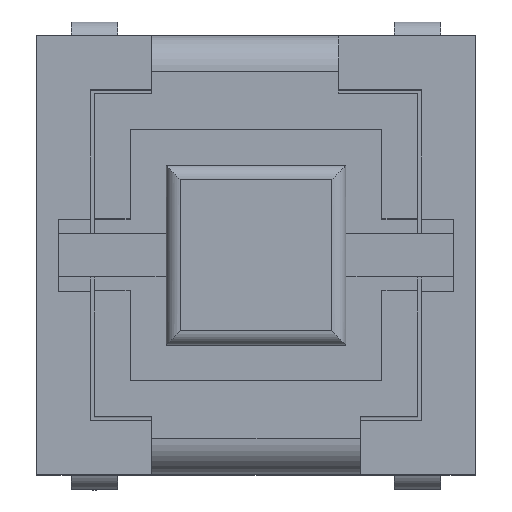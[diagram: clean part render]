
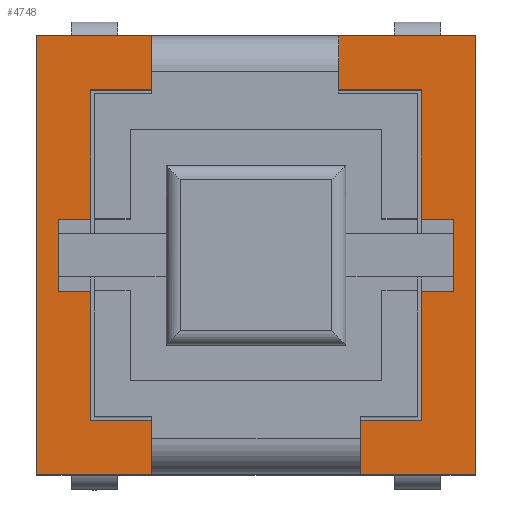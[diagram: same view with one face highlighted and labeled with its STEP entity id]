
A CAD part, top view. The second image highlights one B-rep face of the part: STEP entity #4748.
In plain terms, the highlighted planar face has unit normal (0, 0, 1).
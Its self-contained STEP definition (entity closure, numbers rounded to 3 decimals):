
#10 = ORIENTED_EDGE ( 'NONE', *, *, #5180, .T. ) ;
#68 = LINE ( 'NONE', #4960, #5134 ) ;
#94 = VERTEX_POINT ( 'NONE', #673 ) ;
#139 = EDGE_CURVE ( 'NONE', #3058, #3933, #3403, .T. ) ;
#175 = VECTOR ( 'NONE', #741, 1000. ) ;
#196 = ORIENTED_EDGE ( 'NONE', *, *, #5055, .F. ) ;
#240 = CARTESIAN_POINT ( 'NONE',  ( -2.3, -2.3, 4.8 ) ) ;
#274 = AXIS2_PLACEMENT_3D ( 'NONE', #431, #4868, #796 ) ;
#286 = DIRECTION ( 'NONE',  ( 0., -1., 0. ) ) ;
#326 = EDGE_CURVE ( 'NONE', #2058, #493, #4668, .T. ) ;
#338 = VECTOR ( 'NONE', #4968, 1000. ) ;
#431 = CARTESIAN_POINT ( 'NONE',  ( 0., 0., 4.8 ) ) ;
#440 = CARTESIAN_POINT ( 'NONE',  ( -2.3, 0.5, 4.8 ) ) ;
#449 = VECTOR ( 'NONE', #3221, 1000. ) ;
#454 = LINE ( 'NONE', #4016, #4150 ) ;
#493 = VERTEX_POINT ( 'NONE', #1819 ) ;
#526 = VECTOR ( 'NONE', #962, 1000. ) ;
#569 = CARTESIAN_POINT ( 'NONE',  ( -3.05, 3.05, 4.8 ) ) ;
#595 = CARTESIAN_POINT ( 'NONE',  ( 2.75, 0.5, 4.8 ) ) ;
#617 = LINE ( 'NONE', #637, #526 ) ;
#625 = CARTESIAN_POINT ( 'NONE',  ( -2.3, -2.3, 4.8 ) ) ;
#630 = VERTEX_POINT ( 'NONE', #3978 ) ;
#637 = CARTESIAN_POINT ( 'NONE',  ( 3.05, -3.05, 4.8 ) ) ;
#673 = CARTESIAN_POINT ( 'NONE',  ( -2.75, -0.5, 4.8 ) ) ;
#738 = VERTEX_POINT ( 'NONE', #1340 ) ;
#741 = DIRECTION ( 'NONE',  ( -1., 0., 0. ) ) ;
#796 = DIRECTION ( 'NONE',  ( 1., 0., 0. ) ) ;
#841 = CARTESIAN_POINT ( 'NONE',  ( 3.05, -3.05, 4.8 ) ) ;
#936 = ORIENTED_EDGE ( 'NONE', *, *, #326, .F. ) ;
#945 = LINE ( 'NONE', #1764, #2720 ) ;
#962 = DIRECTION ( 'NONE',  ( 1., 0., 0. ) ) ;
#1042 = CARTESIAN_POINT ( 'NONE',  ( 2.75, -0.5, 4.8 ) ) ;
#1055 = CARTESIAN_POINT ( 'NONE',  ( 2.3, -2.3, 4.8 ) ) ;
#1116 = VERTEX_POINT ( 'NONE', #440 ) ;
#1145 = LINE ( 'NONE', #625, #449 ) ;
#1156 = LINE ( 'NONE', #2768, #1673 ) ;
#1245 = VERTEX_POINT ( 'NONE', #2937 ) ;
#1268 = LINE ( 'NONE', #2875, #2425 ) ;
#1298 = DIRECTION ( 'NONE',  ( -1., 0., 0. ) ) ;
#1340 = CARTESIAN_POINT ( 'NONE',  ( 2.3, -0.5, 4.8 ) ) ;
#1347 = DIRECTION ( 'NONE',  ( -1., 0., 0. ) ) ;
#1395 = ORIENTED_EDGE ( 'NONE', *, *, #4102, .T. ) ;
#1444 = EDGE_CURVE ( 'NONE', #3933, #5078, #1268, .T. ) ;
#1560 = CARTESIAN_POINT ( 'NONE',  ( 2.75, 0.5, 4.8 ) ) ;
#1578 = DIRECTION ( 'NONE',  ( 0., 1., 0. ) ) ;
#1673 = VECTOR ( 'NONE', #3587, 1000. ) ;
#1698 = VERTEX_POINT ( 'NONE', #4202 ) ;
#1760 = ORIENTED_EDGE ( 'NONE', *, *, #1444, .F. ) ;
#1764 = CARTESIAN_POINT ( 'NONE',  ( -3.05, -3.05, 4.8 ) ) ;
#1765 = VECTOR ( 'NONE', #4247, 1000. ) ;
#1819 = CARTESIAN_POINT ( 'NONE',  ( 2.3, -2.3, 4.8 ) ) ;
#1825 = ORIENTED_EDGE ( 'NONE', *, *, #2255, .F. ) ;
#1913 = ORIENTED_EDGE ( 'NONE', *, *, #3424, .F. ) ;
#2003 = DIRECTION ( 'NONE',  ( 0., 1., 0. ) ) ;
#2031 = VECTOR ( 'NONE', #286, 1000. ) ;
#2058 = VERTEX_POINT ( 'NONE', #240 ) ;
#2081 = ORIENTED_EDGE ( 'NONE', *, *, #3274, .F. ) ;
#2102 = VECTOR ( 'NONE', #1347, 1000. ) ;
#2142 = VERTEX_POINT ( 'NONE', #569 ) ;
#2186 = CARTESIAN_POINT ( 'NONE',  ( 1.75, -0.5, 4.8 ) ) ;
#2255 = EDGE_CURVE ( 'NONE', #1245, #2058, #1145, .T. ) ;
#2425 = VECTOR ( 'NONE', #1298, 1000. ) ;
#2456 = EDGE_CURVE ( 'NONE', #2494, #4219, #617, .T. ) ;
#2488 = EDGE_CURVE ( 'NONE', #493, #738, #3867, .T. ) ;
#2494 = VERTEX_POINT ( 'NONE', #3418 ) ;
#2568 = CARTESIAN_POINT ( 'NONE',  ( 2.3, -2.3, 4.8 ) ) ;
#2635 = CARTESIAN_POINT ( 'NONE',  ( 3.05, 3.05, 4.8 ) ) ;
#2652 = ORIENTED_EDGE ( 'NONE', *, *, #139, .F. ) ;
#2678 = EDGE_LOOP ( 'NONE', ( #4013, #1395, #10, #4456 ) ) ;
#2684 = VECTOR ( 'NONE', #2713, 1000. ) ;
#2685 = LINE ( 'NONE', #3905, #2031 ) ;
#2713 = DIRECTION ( 'NONE',  ( 1., 0., 0. ) ) ;
#2720 = VECTOR ( 'NONE', #4484, 1000. ) ;
#2768 = CARTESIAN_POINT ( 'NONE',  ( -2.75, 0.5, 4.8 ) ) ;
#2820 = LINE ( 'NONE', #4723, #2684 ) ;
#2875 = CARTESIAN_POINT ( 'NONE',  ( 1.75, 0.5, 4.8 ) ) ;
#2876 = EDGE_CURVE ( 'NONE', #630, #94, #1156, .T. ) ;
#2903 = DIRECTION ( 'NONE',  ( -1., 0., 0. ) ) ;
#2937 = CARTESIAN_POINT ( 'NONE',  ( -2.3, -0.5, 4.8 ) ) ;
#2942 = EDGE_CURVE ( 'NONE', #1698, #3942, #68, .T. ) ;
#3037 = CARTESIAN_POINT ( 'NONE',  ( 3.05, 3.05, 4.8 ) ) ;
#3058 = VERTEX_POINT ( 'NONE', #1042 ) ;
#3170 = EDGE_CURVE ( 'NONE', #94, #1245, #2820, .T. ) ;
#3221 = DIRECTION ( 'NONE',  ( 0., -1., 0. ) ) ;
#3274 = EDGE_CURVE ( 'NONE', #1116, #630, #4911, .T. ) ;
#3348 = CARTESIAN_POINT ( 'NONE',  ( -1.75, 0.5, 4.8 ) ) ;
#3403 = LINE ( 'NONE', #595, #4115 ) ;
#3418 = CARTESIAN_POINT ( 'NONE',  ( -3.05, -3.05, 4.8 ) ) ;
#3424 = EDGE_CURVE ( 'NONE', #738, #3058, #5002, .T. ) ;
#3461 = LINE ( 'NONE', #2635, #175 ) ;
#3491 = ORIENTED_EDGE ( 'NONE', *, *, #2942, .F. ) ;
#3587 = DIRECTION ( 'NONE',  ( 0., -1., 0. ) ) ;
#3617 = FACE_OUTER_BOUND ( 'NONE', #2678, .T. ) ;
#3644 = PLANE ( 'NONE',  #274 ) ;
#3646 = VECTOR ( 'NONE', #2003, 1000. ) ;
#3661 = CARTESIAN_POINT ( 'NONE',  ( 2.3, 0.5, 4.8 ) ) ;
#3667 = FACE_BOUND ( 'NONE', #3955, .T. ) ;
#3728 = ORIENTED_EDGE ( 'NONE', *, *, #2876, .F. ) ;
#3756 = DIRECTION ( 'NONE',  ( 0., 1., 0. ) ) ;
#3801 = CARTESIAN_POINT ( 'NONE',  ( -2.3, 2.3, 4.8 ) ) ;
#3807 = ORIENTED_EDGE ( 'NONE', *, *, #2488, .F. ) ;
#3867 = LINE ( 'NONE', #2568, #4492 ) ;
#3905 = CARTESIAN_POINT ( 'NONE',  ( -2.3, -2.3, 4.8 ) ) ;
#3933 = VERTEX_POINT ( 'NONE', #1560 ) ;
#3942 = VERTEX_POINT ( 'NONE', #3801 ) ;
#3955 = EDGE_LOOP ( 'NONE', ( #1760, #2652, #1913, #3807, #936, #1825, #5159, #3728, #2081, #196, #3491, #4853 ) ) ;
#3978 = CARTESIAN_POINT ( 'NONE',  ( -2.75, 0.5, 4.8 ) ) ;
#4013 = ORIENTED_EDGE ( 'NONE', *, *, #5066, .T. ) ;
#4016 = CARTESIAN_POINT ( 'NONE',  ( 2.3, -2.3, 4.8 ) ) ;
#4102 = EDGE_CURVE ( 'NONE', #5033, #2142, #3461, .T. ) ;
#4115 = VECTOR ( 'NONE', #5192, 1000. ) ;
#4150 = VECTOR ( 'NONE', #1578, 1000. ) ;
#4202 = CARTESIAN_POINT ( 'NONE',  ( 2.3, 2.3, 4.8 ) ) ;
#4219 = VERTEX_POINT ( 'NONE', #4870 ) ;
#4247 = DIRECTION ( 'NONE',  ( 1., 0., 0. ) ) ;
#4432 = LINE ( 'NONE', #841, #3646 ) ;
#4456 = ORIENTED_EDGE ( 'NONE', *, *, #2456, .T. ) ;
#4484 = DIRECTION ( 'NONE',  ( 0., -1., 0. ) ) ;
#4492 = VECTOR ( 'NONE', #3756, 1000. ) ;
#4668 = LINE ( 'NONE', #1055, #1765 ) ;
#4723 = CARTESIAN_POINT ( 'NONE',  ( -1.75, -0.5, 4.8 ) ) ;
#4748 = ADVANCED_FACE ( 'NONE', ( #3667, #3617 ), #3644, .T. ) ;
#4853 = ORIENTED_EDGE ( 'NONE', *, *, #5068, .F. ) ;
#4868 = DIRECTION ( 'NONE',  ( 0., 0., 1. ) ) ;
#4870 = CARTESIAN_POINT ( 'NONE',  ( 3.05, -3.05, 4.8 ) ) ;
#4911 = LINE ( 'NONE', #3348, #2102 ) ;
#4960 = CARTESIAN_POINT ( 'NONE',  ( 2.3, 2.3, 4.8 ) ) ;
#4968 = DIRECTION ( 'NONE',  ( 1., 0., 0. ) ) ;
#5002 = LINE ( 'NONE', #2186, #338 ) ;
#5033 = VERTEX_POINT ( 'NONE', #3037 ) ;
#5055 = EDGE_CURVE ( 'NONE', #3942, #1116, #2685, .T. ) ;
#5066 = EDGE_CURVE ( 'NONE', #4219, #5033, #4432, .T. ) ;
#5068 = EDGE_CURVE ( 'NONE', #5078, #1698, #454, .T. ) ;
#5078 = VERTEX_POINT ( 'NONE', #3661 ) ;
#5134 = VECTOR ( 'NONE', #2903, 1000. ) ;
#5159 = ORIENTED_EDGE ( 'NONE', *, *, #3170, .F. ) ;
#5180 = EDGE_CURVE ( 'NONE', #2142, #2494, #945, .T. ) ;
#5192 = DIRECTION ( 'NONE',  ( 0., 1., 0. ) ) ;
